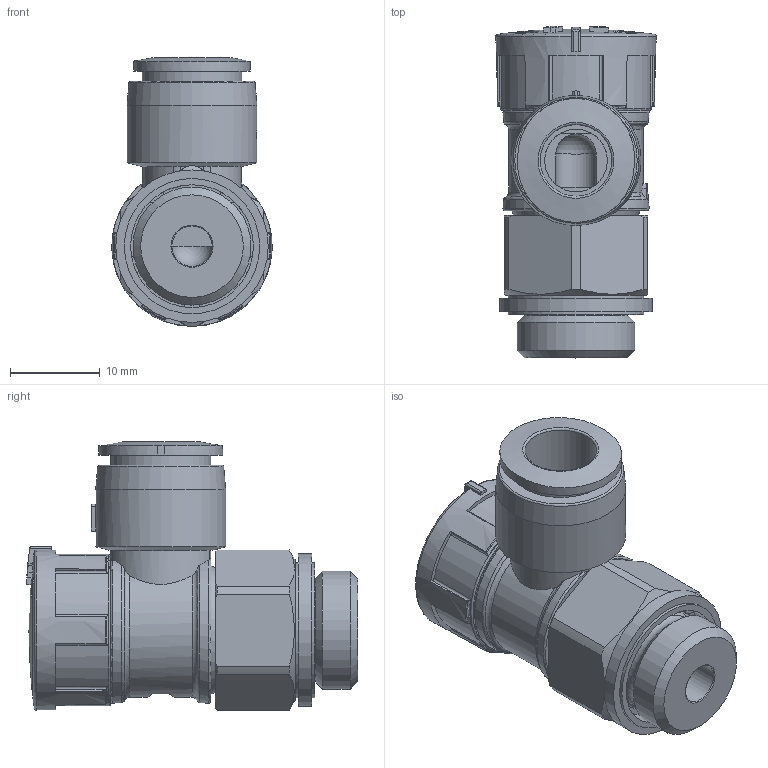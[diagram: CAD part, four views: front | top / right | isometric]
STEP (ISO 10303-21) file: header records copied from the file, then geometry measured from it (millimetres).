
FILE_DESCRIPTION(/* description */ ('STEP AP214'),/* implementation_level */ '2;1');
FILE_NAME(/* name */ '8095434_VFOE-LE-T-G14-Q8-P50',/* time_stamp */ '2024-09-16T11:43:49+02:00',/* author */ ('License CC BY-ND 4.0'),/* organization */ ('CADENAS'),/* preprocessor_version */ 'ST-DEVELOPER v19.3',/* originating_system */ 'PARTsolutions',/* authorisation */ ' ');
FILE_SCHEMA (('AUTOMOTIVE_DESIGN {1 0 10303 214 3 1 1}'));
Length unit declared in the file: millimetre
Products named in the file (3): 8095434 VFOE-LE-T-G14-Q8-P50---(high); 8068729 VFOE-LE-T-G14-Q8---(highp); 34635 OL-1/4
Assembly tree (2 placements, depth 2):
  8095434 VFOE-LE-T-G14-Q8-P50---(high)
    8068729 VFOE-LE-T-G14-Q8---(highp)
    34635 OL-1/4
Bounding box: 17.9 x 37.02 x 30 mm (x, y, z)
Volume: 7877.3 mm3; surface area: 4453.8 mm2
Topology: 2 solids, 2 shells, 273 faces, 743 edges, 489 vertices
Faces by surface type: plane 135, cylinder 88, torus 30, cone 15, sphere 5
Full cylindrical faces by diameter (mm): 4.5 x1, 7 x1, 8 x1, 11.15 x1, 13.157 x1, 13.7 x1, 14.5 x1, 15.1 x2, 16.9 x1, 17 x1
Entity records: 10196 total; most frequent: CARTESIAN_POINT 1906, ORIENTED_EDGE 1396, DIRECTION 1390, EDGE_CURVE 698, AXIS2_PLACEMENT_3D 556, VERTEX_POINT 474, EDGE_LOOP 322, FACE_BOUND 322
